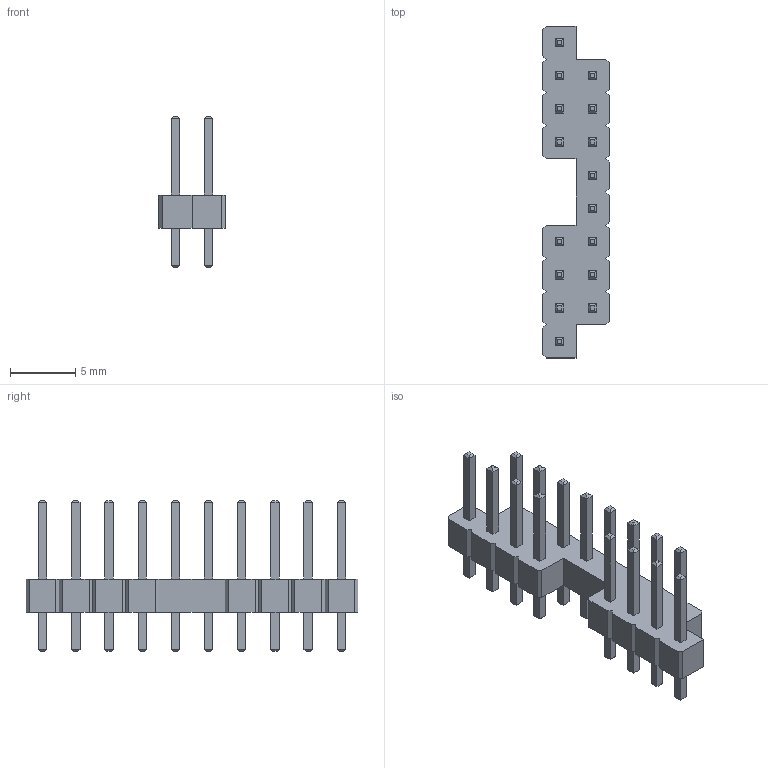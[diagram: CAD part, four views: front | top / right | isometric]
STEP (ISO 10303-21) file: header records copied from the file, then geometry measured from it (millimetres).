
FILE_DESCRIPTION(('FreeCAD Model'),'2;1');
FILE_NAME('ce-header.step','2020-02-15T14:18:11',('Author'),(''), 'Open CASCADE STEP processor 7.3','FreeCAD','Unknown');
FILE_SCHEMA(('AUTOMOTIVE_DESIGN { 1 0 10303 214 1 1 1 1 }'));
Length unit declared in the file: millimetre
Products named in the file (1): Cut002
Bounding box: 5.08 x 25.4 x 11.54 mm (x, y, z)
Volume: 317.7 mm3; surface area: 736.4 mm2
Topology: 1 solids, 1 shells, 347 faces, 811 edges, 498 vertices
Faces by surface type: plane 347
Entity records: 22479 total; most frequent: CARTESIAN_POINT 3307, DIRECTION 3101, LINE 2405, VECTOR 2405, ORIENTED_EDGE 1622, PCURVE 1622, DEFINITIONAL_REPRESENTATION 1622, EDGE_CURVE 811
